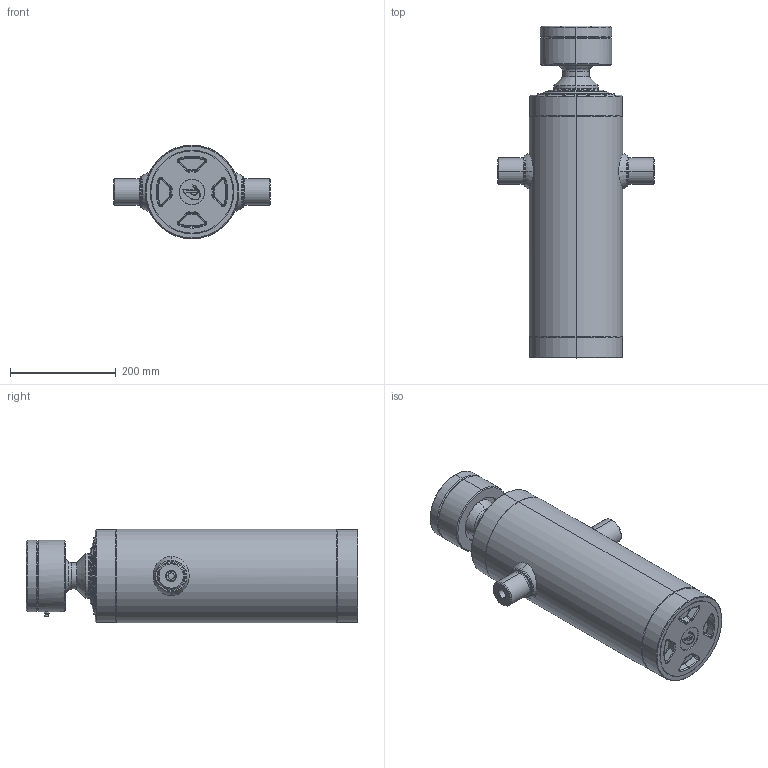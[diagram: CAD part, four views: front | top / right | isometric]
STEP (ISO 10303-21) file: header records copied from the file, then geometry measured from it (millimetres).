
FILE_DESCRIPTION (( 'STEP AP203' ), '1' );
FILE_NAME ('422.IR.STEP', '2014-10-22T12:01:41', ( '' ), ( '' ), 'SwSTEP 2.0', 'SolidWorks 2013', '' );
FILE_SCHEMA (( 'CONFIG_CONTROL_DESIGN' ));
Length unit declared in the file: millimetre
Products named in the file (1): 422.IR
Bounding box: 296.8 x 629 x 177.8 mm (x, y, z)
Surface area: 1060683.6 mm2 (no closed solid volume)
Topology: 0 solids, 20 shells, 299 faces, 777 edges, 488 vertices
Faces by surface type: cylinder 87, cone 79, torus 78, plane 42, bspline 8, sphere 5
Entity records: 10882 total; most frequent: CARTESIAN_POINT 3453, DIRECTION 1742, ORIENTED_EDGE 1345, EDGE_CURVE 770, AXIS2_PLACEMENT_3D 744, VERTEX_POINT 484, CIRCLE 452, EDGE_LOOP 318
